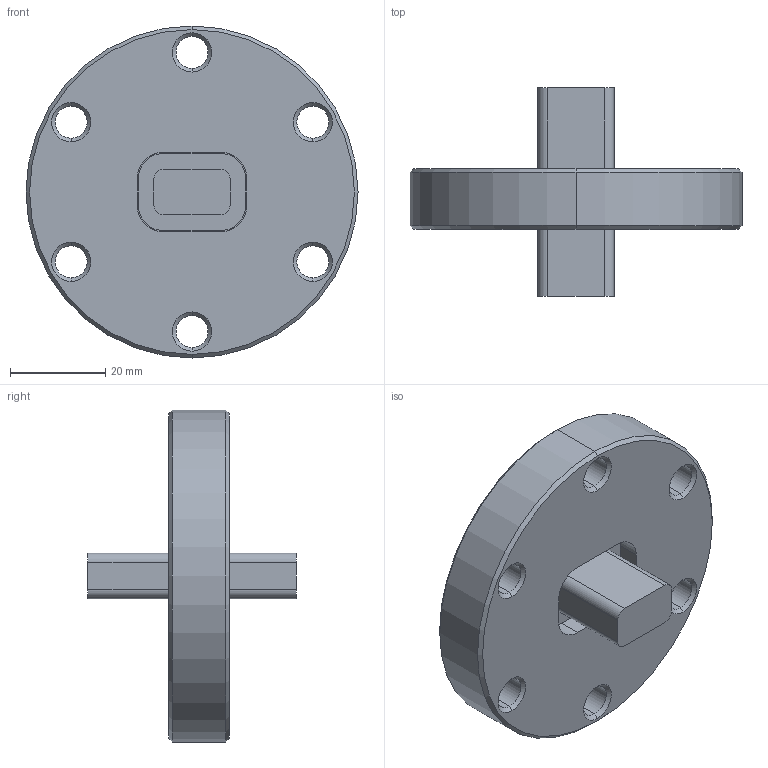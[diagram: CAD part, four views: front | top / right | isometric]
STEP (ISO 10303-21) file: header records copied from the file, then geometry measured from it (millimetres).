
FILE_DESCRIPTION (( 'STEP AP203' ), '1' );
FILE_NAME ('A7788-1-CF.STEP', '2014-04-28T15:03:23', ( '' ), ( '' ), 'SwSTEP 2.0', 'SolidWorks 2014', '' );
FILE_SCHEMA (( 'CONFIG_CONTROL_DESIGN' ));
Length unit declared in the file: inch
Products named in the file (1): A7788-1-CF
Bounding box: 69.85 x 43.81 x 69.85 mm (x, y, z)
Volume: 47212.3 mm3; surface area: 14945.1 mm2
Topology: 2 solids, 2 shells, 119 faces, 292 edges, 184 vertices
Faces by surface type: cylinder 46, plane 43, cone 30
Entity records: 3615 total; most frequent: DIRECTION 652, CARTESIAN_POINT 596, ORIENTED_EDGE 584, EDGE_CURVE 292, AXIS2_PLACEMENT_3D 240, VERTEX_POINT 184, LINE 172, VECTOR 172
